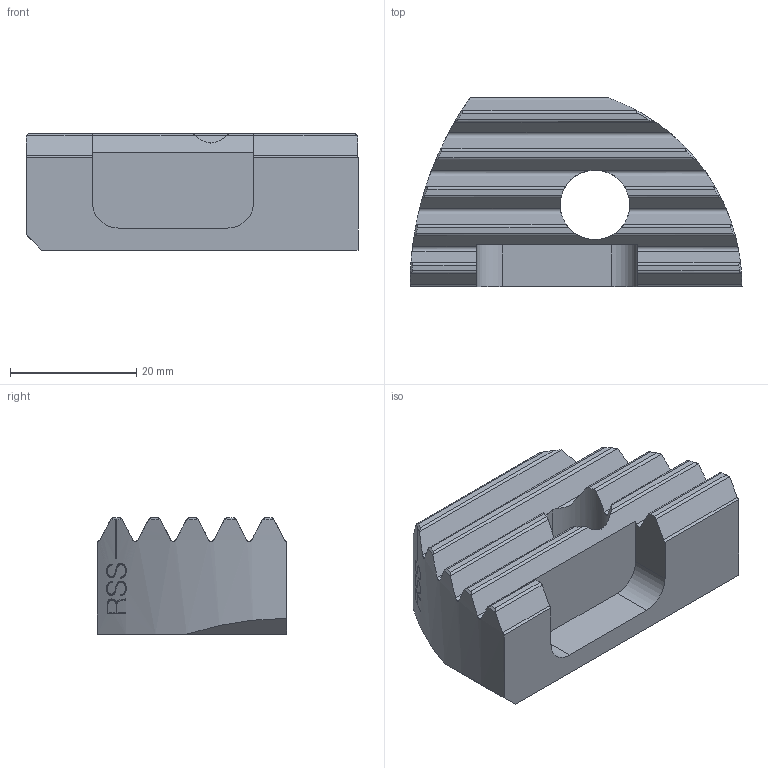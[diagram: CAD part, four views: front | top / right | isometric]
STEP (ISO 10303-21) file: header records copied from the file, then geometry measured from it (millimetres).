
FILE_DESCRIPTION(('no description'),'unknown implementation level');
FILE_NAME('3ECF89AC-1A88-4128-8A2B-6ADE21C1EB66_export.stp',' ',('CIMSOURCE GmbH'),('CADClick - KiM GmbH - www.kimweb.de'),'unknown preprocess','ACIS','unknown authorization');
FILE_SCHEMA(('automotive_design'));
Length unit declared in the file: millimetre
Products named in the file (1): Marke RSS
Bounding box: 52.5 x 29.9 x 18.4 mm (x, y, z)
Volume: 18169.4 mm3; surface area: 6176.1 mm2
Topology: 1 solids, 1 shells, 139 faces, 402 edges, 268 vertices
Faces by surface type: plane 48, bspline 42, cylinder 37, cone 10, sphere 2
Entity records: 15676 total; most frequent: CARTESIAN_POINT 7942, STYLED_ITEM 810, PRESENTATION_STYLE_ASSIGNMENT 810, COLOUR_RGB 810, ORIENTED_EDGE 804, DIRECTION 507, EDGE_CURVE 402, CURVE_STYLE 402
